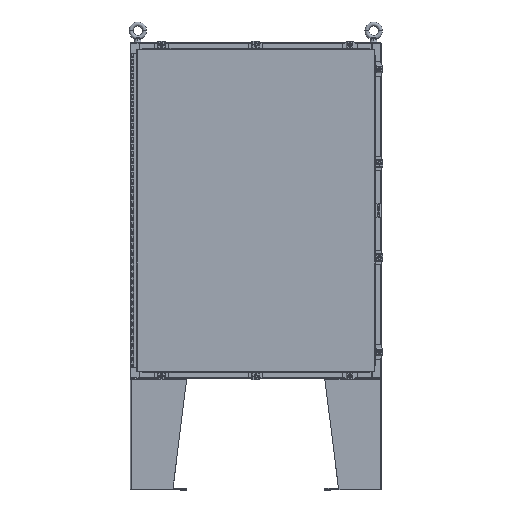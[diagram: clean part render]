
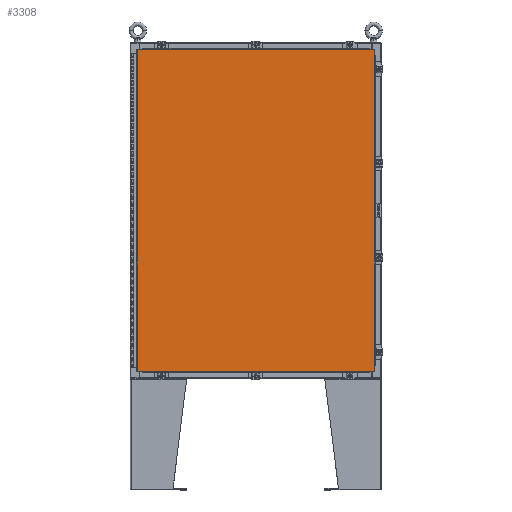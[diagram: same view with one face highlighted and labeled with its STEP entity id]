
A CAD part, top view. The second image highlights one B-rep face of the part: STEP entity #3308.
In plain terms, the highlighted planar face has unit normal (0, 0, 1).
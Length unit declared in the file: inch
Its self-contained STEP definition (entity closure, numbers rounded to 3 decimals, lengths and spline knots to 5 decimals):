
#2429 = LINE ( 'NONE', #50013, #47774 ) ;
#3308 = ADVANCED_FACE ( 'NONE', ( #42675 ), #57694, .F. ) ;
#4931 = ORIENTED_EDGE ( 'NONE', *, *, #19055, .T. ) ;
#5192 = DIRECTION ( 'NONE',  ( -1., 0., 0. ) ) ;
#7889 = LINE ( 'NONE', #46774, #18503 ) ;
#8058 = DIRECTION ( 'NONE',  ( 0., 0., -1. ) ) ;
#8775 = EDGE_CURVE ( 'NONE', #55959, #49200, #2429, .T. ) ;
#10066 = ORIENTED_EDGE ( 'NONE', *, *, #8775, .T. ) ;
#12931 = CARTESIAN_POINT ( 'NONE',  ( 16.9903, -23.0063, 0. ) ) ;
#14557 = VECTOR ( 'NONE', #5192, 39.37008 ) ;
#16005 = LINE ( 'NONE', #54856, #14557 ) ;
#18265 = EDGE_LOOP ( 'NONE', ( #4931, #51015, #42451, #10066 ) ) ;
#18503 = VECTOR ( 'NONE', #53721, 39.37008 ) ;
#19055 = EDGE_CURVE ( 'NONE', #49200, #29251, #7889, .T. ) ;
#19922 = VECTOR ( 'NONE', #50675, 39.37008 ) ;
#21159 = CARTESIAN_POINT ( 'NONE',  ( -16.9903, 23.0063, 0. ) ) ;
#22325 = EDGE_CURVE ( 'NONE', #44669, #55959, #16005, .T. ) ;
#22891 = DIRECTION ( 'NONE',  ( 0., -1., 0. ) ) ;
#28076 = CARTESIAN_POINT ( 'NONE',  ( 16.9903, -23.0063, 0. ) ) ;
#29251 = VERTEX_POINT ( 'NONE', #12931 ) ;
#34093 = CARTESIAN_POINT ( 'NONE',  ( -16.9903, -23.0063, 0. ) ) ;
#36068 = AXIS2_PLACEMENT_3D ( 'NONE', #44129, #8058, #39754 ) ;
#39754 = DIRECTION ( 'NONE',  ( -1., 0., 0. ) ) ;
#40958 = EDGE_CURVE ( 'NONE', #29251, #44669, #45470, .T. ) ;
#42451 = ORIENTED_EDGE ( 'NONE', *, *, #22325, .T. ) ;
#42675 = FACE_OUTER_BOUND ( 'NONE', #18265, .T. ) ;
#44129 = CARTESIAN_POINT ( 'NONE',  ( 0., 0., 0. ) ) ;
#44669 = VERTEX_POINT ( 'NONE', #49050 ) ;
#45470 = LINE ( 'NONE', #28076, #19922 ) ;
#46774 = CARTESIAN_POINT ( 'NONE',  ( -16.9903, -23.0063, 0. ) ) ;
#47774 = VECTOR ( 'NONE', #22891, 39.37008 ) ;
#49050 = CARTESIAN_POINT ( 'NONE',  ( 16.9903, 23.0063, 0. ) ) ;
#49200 = VERTEX_POINT ( 'NONE', #34093 ) ;
#50013 = CARTESIAN_POINT ( 'NONE',  ( -16.9903, 23.0063, 0. ) ) ;
#50675 = DIRECTION ( 'NONE',  ( 0., 1., 0. ) ) ;
#51015 = ORIENTED_EDGE ( 'NONE', *, *, #40958, .T. ) ;
#53721 = DIRECTION ( 'NONE',  ( 1., 0., 0. ) ) ;
#54856 = CARTESIAN_POINT ( 'NONE',  ( 16.9903, 23.0063, 0. ) ) ;
#55959 = VERTEX_POINT ( 'NONE', #21159 ) ;
#57694 = PLANE ( 'NONE',  #36068 ) ;
